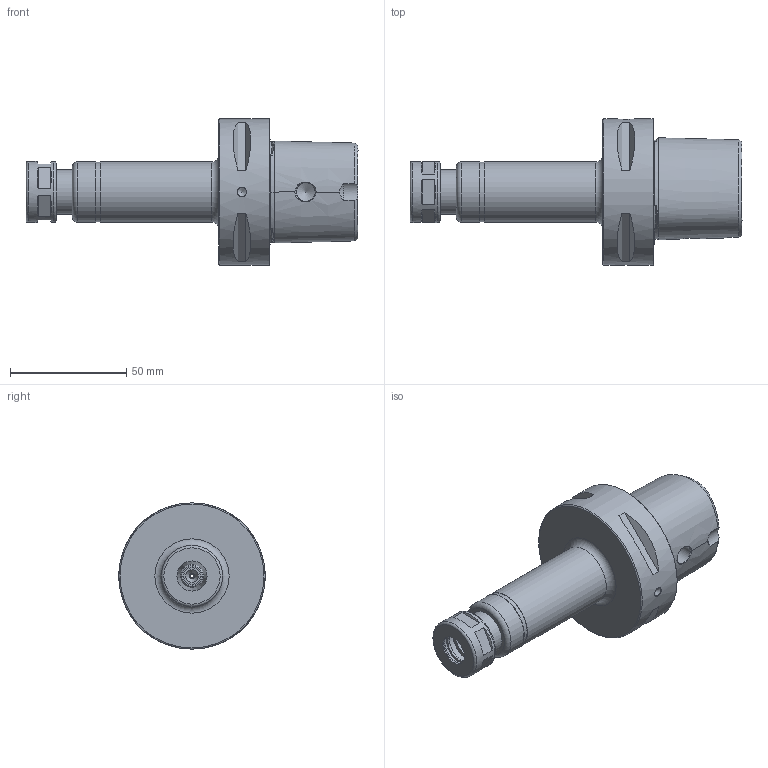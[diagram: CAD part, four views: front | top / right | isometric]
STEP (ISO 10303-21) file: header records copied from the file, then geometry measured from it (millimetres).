
FILE_DESCRIPTION((''),'2;1');
FILE_NAME('670000609105-3D.stp','2021-02-01T09:57:43',('nttooll'),(''),'Autodesk Inventor 2012','Autodesk Inventor 2012','');
FILE_SCHEMA(('AUTOMOTIVE_DESIGN { 1 0 10303 214 1 1 1 1 }'));
Length unit declared in the file: millimetre
Products named in the file (1): 670000609105-3D
Bounding box: 143 x 63 x 63 mm (x, y, z)
Volume: 128692.8 mm3; surface area: 30642.7 mm2
Topology: 2 solids, 2 shells, 143 faces, 295 edges, 181 vertices
Faces by surface type: plane 59, cylinder 35, cone 25, torus 12, bspline 12
Full cylindrical faces by diameter (mm): 1.7 x1, 3 x2, 3.5 x1, 4 x1, 5.5 x1, 7 x1, 7.787 x1, 8.1 x3, 8.8 x1, 9.3 x1, 10 x2, 10.5 x1, 13 x1, 13.5 x1, 15.5 x1, 18.2 x1, 19 x2, 20 x1, 25.6 x1, 26 x2, 26.3 x1, 28 x2, 32 x1, 63 x1
Entity records: 7065 total; most frequent: CARTESIAN_POINT 4375, DIRECTION 550, ORIENTED_EDGE 430, AXIS2_PLACEMENT_3D 249, EDGE_LOOP 244, EDGE_CURVE 215, VERTEX_POINT 168, FACE_OUTER_BOUND 143
